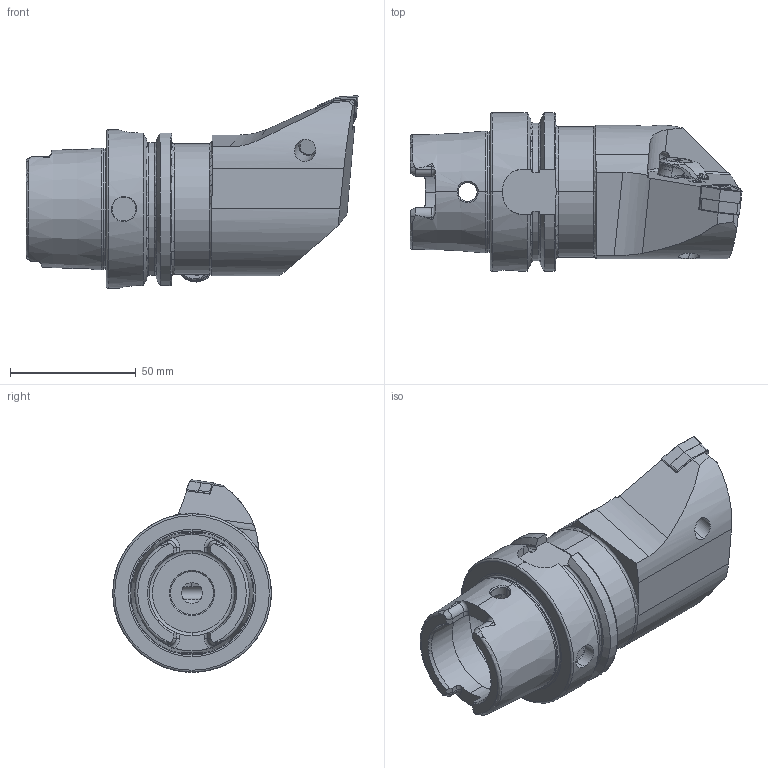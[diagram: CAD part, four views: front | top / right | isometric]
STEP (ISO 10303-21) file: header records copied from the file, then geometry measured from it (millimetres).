
FILE_DESCRIPTION (( 'STEP AP214' ), '1' );
FILE_NAME ('HA6-PWE.LLA.100-HP.STEP', '2016-01-20T18:42:40', ( 'SWIAdmin' ), ( 'Hewlett-Packard Company' ), 'SwSTEP 2.0', 'SolidWorks 2015', '' );
FILE_SCHEMA (( 'AUTOMOTIVE_DESIGN' ));
Length unit declared in the file: millimetre
Products named in the file (16): ISO 8752 2x8; CHP-ER1.008.014_A; WCD-ER1.101.000; WCD-ER4.101.017_A; WDF-ER3.101.000_A; WNMG080404; WWE-ER2.101.004_A; HA6-PWE.LLA.100-HP_A; HA6-PWE.LLA.100-HP; CHP-ER1.015.006; CHP-ER1.015.006_A; CHP-PCX.000.022_D《e; DIN 7991 - M5x18; CHP-PCX.000.022_B; DIN 3771 - 8x1; DIN 3771 - 13x1
Assembly tree (17 placements, depth 3):
  HA6-PWE.LLA.100-HP
    HA6-PWE.LLA.100-HP_A
    WWE-ER2.101.004_A
    WNMG080404
    WDF-ER3.101.000_A
    WCD-ER4.101.017_A
    WCD-ER1.101.000
    CHP-ER1.008.014_A
    ISO 8752 2x8
    CHP-PCX.000.022_D《e
      DIN 3771 - 13x1
      DIN 3771 - 8x1
      CHP-PCX.000.022_B
      DIN 7991 - M5x18
    CHP-ER1.015.006
      CHP-ER1.015.006_A
      DIN 3771 - 13x1
      DIN 7991 - M5x18
Bounding box: 131.9 x 63 x 76.5 mm (x, y, z)
Volume: 224331.5 mm3; surface area: 44266 mm2
Topology: 15 solids, 15 shells, 690 faces, 1715 edges, 1039 vertices
Faces by surface type: plane 201, cylinder 188, cone 149, torus 84, bspline 68
Entity records: 25570 total; most frequent: CARTESIAN_POINT 9294, ORIENTED_EDGE 3258, DIRECTION 2980, EDGE_CURVE 1629, AXIS2_PLACEMENT_3D 1179, VERTEX_POINT 1002, EDGE_LOOP 695, FACE_OUTER_BOUND 660
